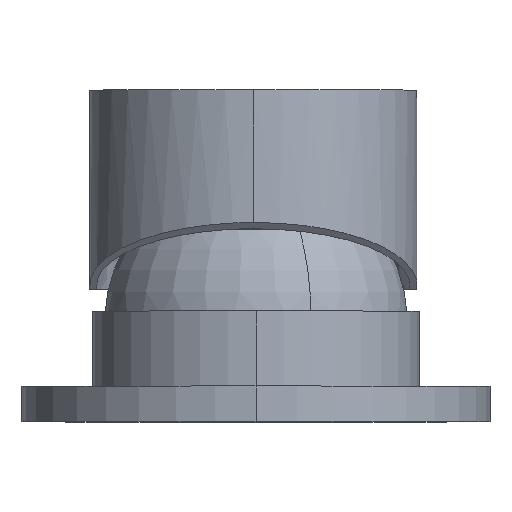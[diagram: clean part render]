
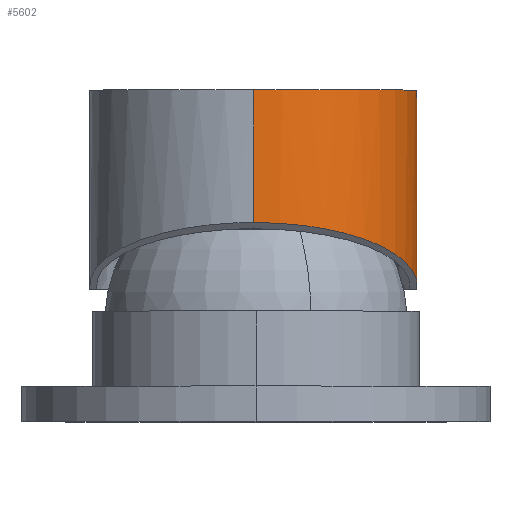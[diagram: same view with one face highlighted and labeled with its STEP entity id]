
A CAD part, top view. The second image highlights one B-rep face of the part: STEP entity #5602.
In plain terms, the highlighted cylindrical face has radius 22.225 mm (diameter 44.45 mm), a partial arc.
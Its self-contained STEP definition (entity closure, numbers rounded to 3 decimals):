
#104 = CARTESIAN_POINT ( 'NONE',  ( 0.093, 93.973, -21.93 ) ) ;
#131 = CARTESIAN_POINT ( 'NONE',  ( 2.056, 93.16, -21.801 ) ) ;
#224 = CARTESIAN_POINT ( 'NONE',  ( 2.263, 86.81, -21.777 ) ) ;
#240 = DIRECTION ( 'NONE',  ( 0., 1., 0. ) ) ;
#247 = CARTESIAN_POINT ( 'NONE',  ( 0.094, 85.827, -21.93 ) ) ;
#249 = CARTESIAN_POINT ( 'NONE',  ( 3.113, 91.955, -21.658 ) ) ;
#316 = CARTESIAN_POINT ( 'NONE',  ( 3.446, 88.578, -21.602 ) ) ;
#333 = EDGE_CURVE ( 'NONE', #6216, #4958, #2097, .T. ) ;
#357 = AXIS2_PLACEMENT_3D ( 'NONE', #5755, #2225, #4306 ) ;
#485 = VERTEX_POINT ( 'NONE', #3025 ) ;
#515 = ORIENTED_EDGE ( 'NONE', *, *, #4612, .T. ) ;
#527 = EDGE_CURVE ( 'NONE', #853, #4428, #3006, .T. ) ;
#682 = CARTESIAN_POINT ( 'NONE',  ( -0.446, 73.3, -21.934 ) ) ;
#700 = CARTESIAN_POINT ( 'NONE',  ( -0.446, 85.8, -21.934 ) ) ;
#701 = CARTESIAN_POINT ( 'NONE',  ( -0.178, 85.8, -21.934 ) ) ;
#751 = CARTESIAN_POINT ( 'NONE',  ( 0.876, 86.01, -21.9 ) ) ;
#782 = CARTESIAN_POINT ( 'NONE',  ( -0.316, 82.3, 22.516 ) ) ;
#784 = CARTESIAN_POINT ( 'NONE',  ( -0.446, 73.3, -21.934 ) ) ;
#853 = VERTEX_POINT ( 'NONE', #4519 ) ;
#946 = CARTESIAN_POINT ( 'NONE',  ( 3.655, 89.9, -21.564 ) ) ;
#1092 = ORIENTED_EDGE ( 'NONE', *, *, #527, .F. ) ;
#1181 = CIRCLE ( 'NONE', #357, 22.225 ) ;
#1184 = CARTESIAN_POINT ( 'NONE',  ( 3.655, 89.9, -21.564 ) ) ;
#1245 = CARTESIAN_POINT ( 'NONE',  ( 3.655, 89.632, -21.564 ) ) ;
#1387 = EDGE_CURVE ( 'NONE', #6216, #4964, #1181, .T. ) ;
#1665 = DIRECTION ( 'NONE',  ( 0.003, 0., 1. ) ) ;
#1758 = DIRECTION ( 'NONE',  ( 0., 1., 0. ) ) ;
#1964 = AXIS2_PLACEMENT_3D ( 'NONE', #5576, #240, #1665 ) ;
#2015 = CARTESIAN_POINT ( 'NONE',  ( 0.618, 93.869, -21.913 ) ) ;
#2022 = B_SPLINE_CURVE_WITH_KNOTS ( 'NONE', 3,
 ( #5586, #1245, #3724, #2663, #316, #5676, #3693, #5133, #5162, #224, #6058, #3599, #2639, #751, #2173, #247, #701, #4653 ),
 .UNSPECIFIED., .F., .F.,
 ( 4, 2, 2, 2, 2, 2, 2, 2, 4 ),
 ( 0.006, 0.007, 0.008, 0.009, 0.01, 0.01, 0.011, 0.012, 0.013 ),
 .UNSPECIFIED. ) ;
#2042 = CARTESIAN_POINT ( 'NONE',  ( 2.267, 92.987, -21.776 ) ) ;
#2097 = LINE ( 'NONE', #682, #2168 ) ;
#2168 = VECTOR ( 'NONE', #5242, 1000. ) ;
#2173 = CARTESIAN_POINT ( 'NONE',  ( 0.621, 85.932, -21.913 ) ) ;
#2213 = CARTESIAN_POINT ( 'NONE',  ( 3.629, 90.435, -21.569 ) ) ;
#2225 = DIRECTION ( 'NONE',  ( 0., -1., 0. ) ) ;
#2411 = CARTESIAN_POINT ( 'NONE',  ( 1.375, 93.583, -21.866 ) ) ;
#2466 = CARTESIAN_POINT ( 'NONE',  ( -0.446, 94., -21.934 ) ) ;
#2536 = CARTESIAN_POINT ( 'NONE',  ( 21.807, 73.3, -0.994 ) ) ;
#2639 = CARTESIAN_POINT ( 'NONE',  ( 1.372, 86.215, -21.866 ) ) ;
#2663 = CARTESIAN_POINT ( 'NONE',  ( 3.523, 88.834, -21.588 ) ) ;
#2706 = CARTESIAN_POINT ( 'NONE',  ( -0.446, 73.3, -21.934 ) ) ;
#2751 = CARTESIAN_POINT ( 'NONE',  ( -0.316, 73.3, 22.516 ) ) ;
#2849 = EDGE_CURVE ( 'NONE', #6068, #4964, #4808, .T. ) ;
#2906 = DIRECTION ( 'NONE',  ( -0.003, 0., -1. ) ) ;
#2931 = VECTOR ( 'NONE', #1758, 1000. ) ;
#3006 = B_SPLINE_CURVE_WITH_KNOTS ( 'NONE', 3,
 ( #2466, #3469, #104, #2015, #5489, #2411, #5010, #131, #2042, #3901, #3601, #249, #3057, #5038, #6125, #2213, #4554, #1184 ),
 .UNSPECIFIED., .F., .F.,
 ( 4, 2, 2, 2, 2, 2, 2, 2, 4 ),
 ( 0., 0.001, 0.002, 0.002, 0.003, 0.004, 0.005, 0.006, 0.006 ),
 .UNSPECIFIED. ) ;
#3025 = CARTESIAN_POINT ( 'NONE',  ( -0.446, 100.3, -21.934 ) ) ;
#3057 = CARTESIAN_POINT ( 'NONE',  ( 3.24, 91.717, -21.637 ) ) ;
#3419 = DIRECTION ( 'NONE',  ( 0., -1., 0. ) ) ;
#3469 = CARTESIAN_POINT ( 'NONE',  ( -0.174, 94., -21.934 ) ) ;
#3481 = EDGE_CURVE ( 'NONE', #6068, #5100, #6087, .T. ) ;
#3599 = CARTESIAN_POINT ( 'NONE',  ( 1.612, 86.344, -21.845 ) ) ;
#3601 = CARTESIAN_POINT ( 'NONE',  ( 2.814, 92.403, -21.703 ) ) ;
#3605 = CARTESIAN_POINT ( 'NONE',  ( -0.316, 100.3, 22.516 ) ) ;
#3661 = FACE_OUTER_BOUND ( 'NONE', #3759, .T. ) ;
#3693 = CARTESIAN_POINT ( 'NONE',  ( 3.111, 87.842, -21.658 ) ) ;
#3724 = CARTESIAN_POINT ( 'NONE',  ( 3.628, 89.36, -21.569 ) ) ;
#3759 = EDGE_LOOP ( 'NONE', ( #4180, #5419, #4616, #1092, #515, #4169, #4022, #5956 ) ) ;
#3901 = CARTESIAN_POINT ( 'NONE',  ( 2.644, 92.609, -21.728 ) ) ;
#3946 = CARTESIAN_POINT ( 'NONE',  ( -0.381, 100.3, 0.291 ) ) ;
#4022 = ORIENTED_EDGE ( 'NONE', *, *, #3481, .F. ) ;
#4030 = AXIS2_PLACEMENT_3D ( 'NONE', #3946, #3419, #2906 ) ;
#4107 = CYLINDRICAL_SURFACE ( 'NONE', #1964, 22.225 ) ;
#4169 = ORIENTED_EDGE ( 'NONE', *, *, #5873, .T. ) ;
#4180 = ORIENTED_EDGE ( 'NONE', *, *, #1387, .F. ) ;
#4203 = CARTESIAN_POINT ( 'NONE',  ( 21.807, 73.3, -0.994 ) ) ;
#4306 = DIRECTION ( 'NONE',  ( -0.003, 0., -1. ) ) ;
#4428 = VERTEX_POINT ( 'NONE', #946 ) ;
#4519 = CARTESIAN_POINT ( 'NONE',  ( -0.446, 94., -21.934 ) ) ;
#4554 = CARTESIAN_POINT ( 'NONE',  ( 3.655, 90.168, -21.564 ) ) ;
#4562 = CIRCLE ( 'NONE', #4030, 22.225 ) ;
#4612 = EDGE_CURVE ( 'NONE', #853, #485, #6118, .T. ) ;
#4616 = ORIENTED_EDGE ( 'NONE', *, *, #6339, .F. ) ;
#4649 = CARTESIAN_POINT ( 'NONE',  ( 13.278, 82.3, 22.476 ) ) ;
#4653 = CARTESIAN_POINT ( 'NONE',  ( -0.446, 85.8, -21.934 ) ) ;
#4808 =( BOUNDED_CURVE ( )  B_SPLINE_CURVE ( 3, ( #782, #4649, #6176, #4203 ),
 .UNSPECIFIED., .F., .T. ) 
 B_SPLINE_CURVE_WITH_KNOTS ( ( 4, 4 ),
 ( 0., 1.626 ),
 .UNSPECIFIED. ) 
 CURVE ( )  GEOMETRIC_REPRESENTATION_ITEM ( )  RATIONAL_B_SPLINE_CURVE ( ( 1., 0.792, 0.792, 1. ) ) 
 REPRESENTATION_ITEM ( '' )  );
#4958 = VERTEX_POINT ( 'NONE', #700 ) ;
#4964 = VERTEX_POINT ( 'NONE', #2536 ) ;
#5010 = CARTESIAN_POINT ( 'NONE',  ( 1.611, 93.457, -21.845 ) ) ;
#5038 = CARTESIAN_POINT ( 'NONE',  ( 3.445, 91.224, -21.602 ) ) ;
#5048 = CARTESIAN_POINT ( 'NONE',  ( -0.316, 82.3, 22.516 ) ) ;
#5100 = VERTEX_POINT ( 'NONE', #3605 ) ;
#5133 = CARTESIAN_POINT ( 'NONE',  ( 2.814, 87.398, -21.703 ) ) ;
#5162 = CARTESIAN_POINT ( 'NONE',  ( 2.644, 87.191, -21.728 ) ) ;
#5242 = DIRECTION ( 'NONE',  ( 0., 1., 0. ) ) ;
#5419 = ORIENTED_EDGE ( 'NONE', *, *, #333, .T. ) ;
#5489 = CARTESIAN_POINT ( 'NONE',  ( 0.879, 93.79, -21.899 ) ) ;
#5576 = CARTESIAN_POINT ( 'NONE',  ( -0.381, 73.3, 0.291 ) ) ;
#5586 = CARTESIAN_POINT ( 'NONE',  ( 3.655, 89.9, -21.564 ) ) ;
#5602 = ADVANCED_FACE ( 'NONE', ( #3661 ), #4107, .T. ) ;
#5676 = CARTESIAN_POINT ( 'NONE',  ( 3.239, 88.081, -21.637 ) ) ;
#5755 = CARTESIAN_POINT ( 'NONE',  ( -0.381, 73.3, 0.291 ) ) ;
#5873 = EDGE_CURVE ( 'NONE', #485, #5100, #4562, .T. ) ;
#5911 = VECTOR ( 'NONE', #6156, 1000. ) ;
#5956 = ORIENTED_EDGE ( 'NONE', *, *, #2849, .T. ) ;
#6058 = CARTESIAN_POINT ( 'NONE',  ( 2.056, 86.64, -21.801 ) ) ;
#6068 = VERTEX_POINT ( 'NONE', #5048 ) ;
#6087 = LINE ( 'NONE', #2751, #5911 ) ;
#6118 = LINE ( 'NONE', #784, #2931 ) ;
#6125 = CARTESIAN_POINT ( 'NONE',  ( 3.524, 90.964, -21.588 ) ) ;
#6156 = DIRECTION ( 'NONE',  ( 0., 1., 0. ) ) ;
#6176 = CARTESIAN_POINT ( 'NONE',  ( 22.593, 78.51, 12.577 ) ) ;
#6216 = VERTEX_POINT ( 'NONE', #2706 ) ;
#6339 = EDGE_CURVE ( 'NONE', #4428, #4958, #2022, .T. ) ;
